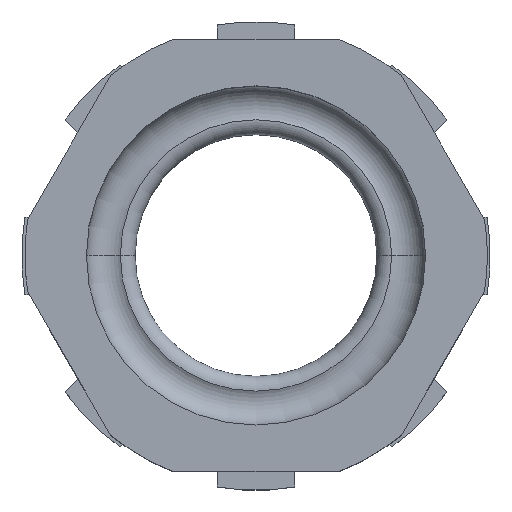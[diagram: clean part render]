
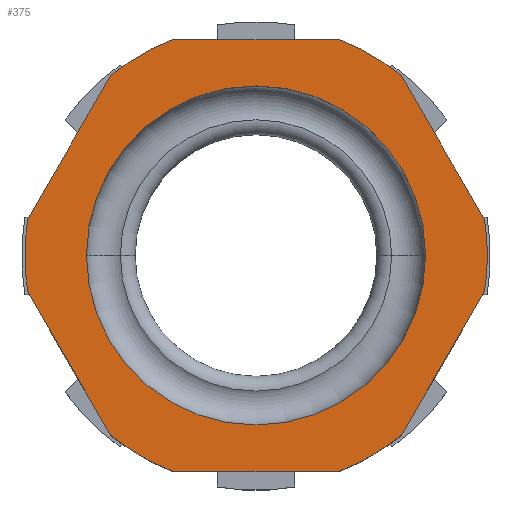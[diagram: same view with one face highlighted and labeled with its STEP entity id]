
A CAD part, top view. The second image highlights one B-rep face of the part: STEP entity #375.
In plain terms, the highlighted planar face has unit normal (0, 0, 1).
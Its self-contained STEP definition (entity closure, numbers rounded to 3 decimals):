
#160 = VERTEX_POINT ( 'NONE', #804 ) ;
#161 = VERTEX_POINT ( 'NONE', #805 ) ;
#164 = VERTEX_POINT ( 'NONE', #808 ) ;
#165 = VERTEX_POINT ( 'NONE', #809 ) ;
#229 = ORIENTED_EDGE ( 'NONE', *, *, #1887, .F. ) ;
#231 = ORIENTED_EDGE ( 'NONE', *, *, #1888, .T. ) ;
#232 = ORIENTED_EDGE ( 'NONE', *, *, #298, .T. ) ;
#233 = ORIENTED_EDGE ( 'NONE', *, *, #2978, .F. ) ;
#234 = ORIENTED_EDGE ( 'NONE', *, *, #1886, .T. ) ;
#235 = ORIENTED_EDGE ( 'NONE', *, *, #1885, .T. ) ;
#236 = ORIENTED_EDGE ( 'NONE', *, *, #1899, .T. ) ;
#237 = ORIENTED_EDGE ( 'NONE', *, *, #1884, .T. ) ;
#238 = ORIENTED_EDGE ( 'NONE', *, *, #1896, .T. ) ;
#239 = ORIENTED_EDGE ( 'NONE', *, *, #1883, .T. ) ;
#240 = ORIENTED_EDGE ( 'NONE', *, *, #1893, .T. ) ;
#241 = ORIENTED_EDGE ( 'NONE', *, *, #1882, .T. ) ;
#242 = ORIENTED_EDGE ( 'NONE', *, *, #1881, .T. ) ;
#243 = ORIENTED_EDGE ( 'NONE', *, *, #1891, .T. ) ;
#244 = ORIENTED_EDGE ( 'NONE', *, *, #3036, .T. ) ;
#298 = EDGE_CURVE ( 'NONE', #492, #491, #829, .T. ) ;
#375 = ADVANCED_FACE ( 'NONE', ( #2673, #2676 ), #1282, .T. ) ;
#482 = VERTEX_POINT ( 'NONE', #1351 ) ;
#483 = VERTEX_POINT ( 'NONE', #1352 ) ;
#484 = VERTEX_POINT ( 'NONE', #1353 ) ;
#485 = VERTEX_POINT ( 'NONE', #1354 ) ;
#486 = VERTEX_POINT ( 'NONE', #1355 ) ;
#487 = VERTEX_POINT ( 'NONE', #1356 ) ;
#488 = VERTEX_POINT ( 'NONE', #1357 ) ;
#489 = VERTEX_POINT ( 'NONE', #1358 ) ;
#490 = VERTEX_POINT ( 'NONE', #1359 ) ;
#491 = VERTEX_POINT ( 'NONE', #1360 ) ;
#492 = VERTEX_POINT ( 'NONE', #1361 ) ;
#658 = EDGE_LOOP ( 'NONE', ( #229, #233 ) ) ;
#659 = EDGE_LOOP ( 'NONE', ( #231, #234, #232, #235, #236, #237, #238, #239, #240, #241, #243, #244, #242 ) ) ;
#804 = CARTESIAN_POINT ( 'NONE',  ( 18.521, -2.92, 35.5 ) ) ;
#805 = CARTESIAN_POINT ( 'NONE',  ( 18.75, 0., 35.5 ) ) ;
#808 = CARTESIAN_POINT ( 'NONE',  ( 13.75, 0., 35.5 ) ) ;
#809 = CARTESIAN_POINT ( 'NONE',  ( -13.75, 0., 35.5 ) ) ;
#829 = LINE ( 'NONE', #830, #2418 ) ;
#830 = CARTESIAN_POINT ( 'NONE',  ( 10.104, 17.5, 35.5 ) ) ;
#831 = DIRECTION ( 'NONE',  ( -1., 0., 0. ) ) ;
#1282 = PLANE ( 'NONE',  #2679 ) ;
#1283 = CARTESIAN_POINT ( 'NONE',  ( 0., 0., 35.5 ) ) ;
#1284 = DIRECTION ( 'NONE',  ( 0., 0., 1. ) ) ;
#1285 = DIRECTION ( 'NONE',  ( 1., 0., 0. ) ) ;
#1351 = CARTESIAN_POINT ( 'NONE',  ( 11.79, 14.58, 35.5 ) ) ;
#1352 = CARTESIAN_POINT ( 'NONE',  ( 18.521, 2.92, 35.5 ) ) ;
#1353 = CARTESIAN_POINT ( 'NONE',  ( 11.79, -14.58, 35.5 ) ) ;
#1354 = CARTESIAN_POINT ( 'NONE',  ( 6.731, -17.5, 35.5 ) ) ;
#1355 = CARTESIAN_POINT ( 'NONE',  ( -6.731, -17.5, 35.5 ) ) ;
#1356 = CARTESIAN_POINT ( 'NONE',  ( -11.79, -14.58, 35.5 ) ) ;
#1357 = CARTESIAN_POINT ( 'NONE',  ( -18.521, -2.92, 35.5 ) ) ;
#1358 = CARTESIAN_POINT ( 'NONE',  ( -18.521, 2.92, 35.5 ) ) ;
#1359 = CARTESIAN_POINT ( 'NONE',  ( -11.79, 14.58, 35.5 ) ) ;
#1360 = CARTESIAN_POINT ( 'NONE',  ( -6.731, 17.5, 35.5 ) ) ;
#1361 = CARTESIAN_POINT ( 'NONE',  ( 6.731, 17.5, 35.5 ) ) ;
#1510 = AXIS2_PLACEMENT_3D ( 'NONE', #1576, #1577, #1578 ) ;
#1576 = CARTESIAN_POINT ( 'NONE',  ( 0., 0., 35.5 ) ) ;
#1577 = DIRECTION ( 'NONE',  ( 0., 0., 1. ) ) ;
#1578 = DIRECTION ( 'NONE',  ( 1., 0., 0. ) ) ;
#1759 = CARTESIAN_POINT ( 'NONE',  ( 0., 0., 35.5 ) ) ;
#1760 = DIRECTION ( 'NONE',  ( 0., 0., 1. ) ) ;
#1761 = DIRECTION ( 'NONE',  ( 1., 0., 0. ) ) ;
#1819 = CIRCLE ( 'NONE', #2772, 13.75 ) ;
#1820 = CIRCLE ( 'NONE', #2771, 18.75 ) ;
#1821 = CIRCLE ( 'NONE', #2770, 18.75 ) ;
#1822 = CIRCLE ( 'NONE', #2768, 18.75 ) ;
#1823 = CIRCLE ( 'NONE', #2761, 18.75 ) ;
#1881 = EDGE_CURVE ( 'NONE', #161, #483, #2793, .T. ) ;
#1882 = EDGE_CURVE ( 'NONE', #485, #484, #2792, .T. ) ;
#1883 = EDGE_CURVE ( 'NONE', #487, #486, #1823, .T. ) ;
#1884 = EDGE_CURVE ( 'NONE', #489, #488, #1822, .T. ) ;
#1885 = EDGE_CURVE ( 'NONE', #491, #490, #1821, .T. ) ;
#1886 = EDGE_CURVE ( 'NONE', #482, #492, #1820, .T. ) ;
#1887 = EDGE_CURVE ( 'NONE', #164, #165, #1819, .T. ) ;
#1888 = EDGE_CURVE ( 'NONE', #483, #482, #2161, .T. ) ;
#1891 = EDGE_CURVE ( 'NONE', #484, #160, #2170, .T. ) ;
#1893 = EDGE_CURVE ( 'NONE', #486, #485, #2176, .T. ) ;
#1896 = EDGE_CURVE ( 'NONE', #488, #487, #2185, .T. ) ;
#1899 = EDGE_CURVE ( 'NONE', #490, #489, #2194, .T. ) ;
#2047 = AXIS2_PLACEMENT_3D ( 'NONE', #1759, #1760, #1761 ) ;
#2136 = CARTESIAN_POINT ( 'NONE',  ( 0., 0., 35.5 ) ) ;
#2140 = DIRECTION ( 'NONE',  ( 0., 0., 1. ) ) ;
#2141 = DIRECTION ( 'NONE',  ( 1., 0., 0. ) ) ;
#2142 = CARTESIAN_POINT ( 'NONE',  ( 0., 0., 35.5 ) ) ;
#2143 = DIRECTION ( 'NONE',  ( 0., 0., 1. ) ) ;
#2144 = DIRECTION ( 'NONE',  ( 1., 0., 0. ) ) ;
#2145 = CARTESIAN_POINT ( 'NONE',  ( 0., 0., 35.5 ) ) ;
#2146 = DIRECTION ( 'NONE',  ( 0., 0., 1. ) ) ;
#2147 = DIRECTION ( 'NONE',  ( 1., 0., 0. ) ) ;
#2148 = CARTESIAN_POINT ( 'NONE',  ( 0., 0., 35.5 ) ) ;
#2149 = DIRECTION ( 'NONE',  ( 0., 0., 1. ) ) ;
#2150 = DIRECTION ( 'NONE',  ( 1., 0., 0. ) ) ;
#2151 = CARTESIAN_POINT ( 'NONE',  ( 0., 0., 35.5 ) ) ;
#2152 = DIRECTION ( 'NONE',  ( 0., 0., 1. ) ) ;
#2153 = DIRECTION ( 'NONE',  ( 1., 0., 0. ) ) ;
#2154 = CARTESIAN_POINT ( 'NONE',  ( 0., 0., 35.5 ) ) ;
#2155 = DIRECTION ( 'NONE',  ( 0., 0., 1. ) ) ;
#2156 = DIRECTION ( 'NONE',  ( 1., 0., 0. ) ) ;
#2157 = CARTESIAN_POINT ( 'NONE',  ( 0., 0., 35.5 ) ) ;
#2158 = DIRECTION ( 'NONE',  ( 0., 0., 1. ) ) ;
#2159 = DIRECTION ( 'NONE',  ( 1., 0., 0. ) ) ;
#2161 = LINE ( 'NONE', #2162, #2774 ) ;
#2162 = CARTESIAN_POINT ( 'NONE',  ( 20.207, 0., 35.5 ) ) ;
#2163 = DIRECTION ( 'NONE',  ( -0.5, 0.866, 0. ) ) ;
#2170 = LINE ( 'NONE', #2171, #2777 ) ;
#2171 = CARTESIAN_POINT ( 'NONE',  ( 10.104, -17.5, 35.5 ) ) ;
#2172 = DIRECTION ( 'NONE',  ( 0.5, 0.866, 0. ) ) ;
#2176 = LINE ( 'NONE', #2177, #2779 ) ;
#2177 = CARTESIAN_POINT ( 'NONE',  ( -10.104, -17.5, 35.5 ) ) ;
#2178 = DIRECTION ( 'NONE',  ( 1., 0., 0. ) ) ;
#2185 = LINE ( 'NONE', #2186, #2782 ) ;
#2186 = CARTESIAN_POINT ( 'NONE',  ( -20.207, 0., 35.5 ) ) ;
#2187 = DIRECTION ( 'NONE',  ( 0.5, -0.866, 0. ) ) ;
#2194 = LINE ( 'NONE', #2195, #2786 ) ;
#2195 = CARTESIAN_POINT ( 'NONE',  ( -10.104, 17.5, 35.5 ) ) ;
#2196 = DIRECTION ( 'NONE',  ( -0.5, -0.866, 0. ) ) ;
#2418 = VECTOR ( 'NONE', #831, 1000. ) ;
#2673 = FACE_BOUND ( 'NONE', #658, .T. ) ;
#2676 = FACE_OUTER_BOUND ( 'NONE', #659, .T. ) ;
#2679 = AXIS2_PLACEMENT_3D ( 'NONE', #1283, #1284, #1285 ) ;
#2761 = AXIS2_PLACEMENT_3D ( 'NONE', #2145, #2146, #2147 ) ;
#2765 = AXIS2_PLACEMENT_3D ( 'NONE', #2142, #2143, #2144 ) ;
#2767 = AXIS2_PLACEMENT_3D ( 'NONE', #2136, #2140, #2141 ) ;
#2768 = AXIS2_PLACEMENT_3D ( 'NONE', #2148, #2149, #2150 ) ;
#2770 = AXIS2_PLACEMENT_3D ( 'NONE', #2151, #2152, #2153 ) ;
#2771 = AXIS2_PLACEMENT_3D ( 'NONE', #2154, #2155, #2156 ) ;
#2772 = AXIS2_PLACEMENT_3D ( 'NONE', #2157, #2158, #2159 ) ;
#2774 = VECTOR ( 'NONE', #2163, 1000. ) ;
#2777 = VECTOR ( 'NONE', #2172, 1000. ) ;
#2779 = VECTOR ( 'NONE', #2178, 1000. ) ;
#2782 = VECTOR ( 'NONE', #2187, 1000. ) ;
#2786 = VECTOR ( 'NONE', #2196, 1000. ) ;
#2792 = CIRCLE ( 'NONE', #2765, 18.75 ) ;
#2793 = CIRCLE ( 'NONE', #2767, 18.75 ) ;
#2978 = EDGE_CURVE ( 'NONE', #165, #164, #3116, .T. ) ;
#3036 = EDGE_CURVE ( 'NONE', #160, #161, #3139, .T. ) ;
#3116 = CIRCLE ( 'NONE', #1510, 13.75 ) ;
#3139 = CIRCLE ( 'NONE', #2047, 18.75 ) ;
